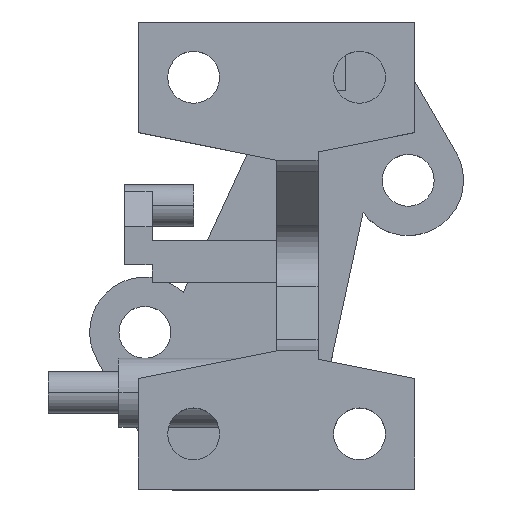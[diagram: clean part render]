
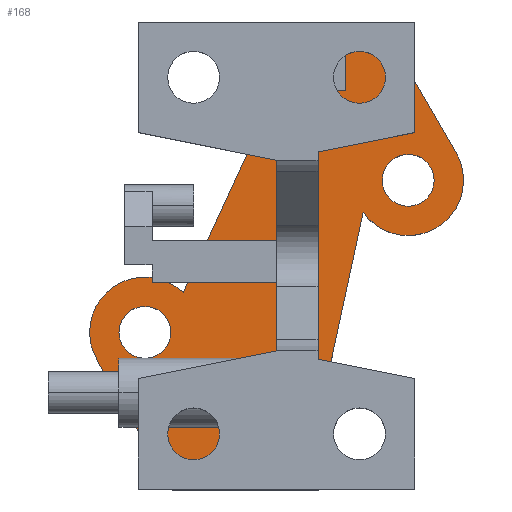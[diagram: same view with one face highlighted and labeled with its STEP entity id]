
A CAD part, top view. The second image highlights one B-rep face of the part: STEP entity #168.
In plain terms, the highlighted planar face has unit normal (0, 0, 1).
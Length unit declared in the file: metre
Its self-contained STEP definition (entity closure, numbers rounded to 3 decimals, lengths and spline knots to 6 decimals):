
#168 = ADVANCED_FACE( '', ( #382, #383, #384 ), #385, .T. );
#382 = FACE_OUTER_BOUND( '', #635, .T. );
#383 = FACE_BOUND( '', #636, .T. );
#384 = FACE_BOUND( '', #637, .T. );
#385 = PLANE( '', #638 );
#635 = EDGE_LOOP( '', ( #1105, #1106, #1107, #1108, #1109, #1110, #1111, #1112, #1113, #1114, #1115, #1116, #1117, #1118 ) );
#636 = EDGE_LOOP( '', ( #1119, #1120 ) );
#637 = EDGE_LOOP( '', ( #1121, #1122 ) );
#638 = AXIS2_PLACEMENT_3D( '', #1123, #1124, #1125 );
#1105 = ORIENTED_EDGE( '', *, *, #1602, .F. );
#1106 = ORIENTED_EDGE( '', *, *, #1560, .F. );
#1107 = ORIENTED_EDGE( '', *, *, #1631, .F. );
#1108 = ORIENTED_EDGE( '', *, *, #1692, .T. );
#1109 = ORIENTED_EDGE( '', *, *, #1612, .T. );
#1110 = ORIENTED_EDGE( '', *, *, #1693, .F. );
#1111 = ORIENTED_EDGE( '', *, *, #1508, .F. );
#1112 = ORIENTED_EDGE( '', *, *, #1694, .F. );
#1113 = ORIENTED_EDGE( '', *, *, #1695, .F. );
#1114 = ORIENTED_EDGE( '', *, *, #1696, .F. );
#1115 = ORIENTED_EDGE( '', *, *, #1660, .T. );
#1116 = ORIENTED_EDGE( '', *, *, #1697, .T. );
#1117 = ORIENTED_EDGE( '', *, *, #1618, .F. );
#1118 = ORIENTED_EDGE( '', *, *, #1698, .F. );
#1119 = ORIENTED_EDGE( '', *, *, #1668, .F. );
#1120 = ORIENTED_EDGE( '', *, *, #1690, .F. );
#1121 = ORIENTED_EDGE( '', *, *, #1699, .F. );
#1122 = ORIENTED_EDGE( '', *, *, #1700, .F. );
#1123 = CARTESIAN_POINT( '', ( 0.017044, -0.020292, -0.008 ) );
#1124 = DIRECTION( '', ( 0., 0., 1. ) );
#1125 = DIRECTION( '', ( 1., 0., 0. ) );
#1508 = EDGE_CURVE( '', #1802, #1797, #1804, .T. );
#1560 = EDGE_CURVE( '', #1826, #1897, #1898, .T. );
#1602 = EDGE_CURVE( '', #1897, #1971, #1972, .T. );
#1612 = EDGE_CURVE( '', #1988, #1986, #1989, .T. );
#1618 = EDGE_CURVE( '', #1994, #1996, #1997, .T. );
#1631 = EDGE_CURVE( '', #2013, #1826, #2015, .T. );
#1660 = EDGE_CURVE( '', #2060, #2058, #2061, .T. );
#1668 = EDGE_CURVE( '', #2070, #2068, #2072, .T. );
#1690 = EDGE_CURVE( '', #2068, #2070, #2101, .T. );
#1692 = EDGE_CURVE( '', #2013, #1988, #2103, .T. );
#1693 = EDGE_CURVE( '', #1797, #1986, #2104, .T. );
#1694 = EDGE_CURVE( '', #2105, #1802, #2106, .T. );
#1695 = EDGE_CURVE( '', #2107, #2105, #2108, .T. );
#1696 = EDGE_CURVE( '', #2060, #2107, #2109, .T. );
#1697 = EDGE_CURVE( '', #2058, #1996, #2110, .T. );
#1698 = EDGE_CURVE( '', #1971, #1994, #2111, .T. );
#1699 = EDGE_CURVE( '', #2112, #2113, #2114, .T. );
#1700 = EDGE_CURVE( '', #2113, #2112, #2115, .T. );
#1797 = VERTEX_POINT( '', #2231 );
#1802 = VERTEX_POINT( '', #2238 );
#1804 = LINE( '', #2241, #2242 );
#1826 = VERTEX_POINT( '', #2270 );
#1897 = VERTEX_POINT( '', #2368 );
#1898 = LINE( '', #2369, #2370 );
#1971 = VERTEX_POINT( '', #2466 );
#1972 = LINE( '', #2467, #2468 );
#1986 = VERTEX_POINT( '', #2486 );
#1988 = VERTEX_POINT( '', #2489 );
#1989 = LINE( '', #2490, #2491 );
#1994 = VERTEX_POINT( '', #2498 );
#1996 = VERTEX_POINT( '', #2501 );
#1997 = LINE( '', #2502, #2503 );
#2013 = VERTEX_POINT( '', #2526 );
#2015 = LINE( '', #2529, #2530 );
#2058 = VERTEX_POINT( '', #2588 );
#2060 = VERTEX_POINT( '', #2591 );
#2061 = CIRCLE( '', #2592, 0.004 );
#2068 = VERTEX_POINT( '', #2601 );
#2070 = VERTEX_POINT( '', #2604 );
#2072 = CIRCLE( '', #2607, 0.001875 );
#2101 = CIRCLE( '', #2647, 0.001875 );
#2103 = CIRCLE( '', #2649, 0.004 );
#2104 = LINE( '', #2650, #2651 );
#2105 = VERTEX_POINT( '', #2652 );
#2106 = LINE( '', #2653, #2654 );
#2107 = VERTEX_POINT( '', #2655 );
#2108 = LINE( '', #2656, #2657 );
#2109 = LINE( '', #2658, #2659 );
#2110 = CIRCLE( '', #2660, 0.004 );
#2111 = LINE( '', #2661, #2662 );
#2112 = VERTEX_POINT( '', #2663 );
#2113 = VERTEX_POINT( '', #2664 );
#2114 = CIRCLE( '', #2665, 0.001875 );
#2115 = CIRCLE( '', #2666, 0.001875 );
#2231 = CARTESIAN_POINT( '', ( -0.002, -0.0169, -0.008 ) );
#2238 = CARTESIAN_POINT( '', ( -0.002, -0.0122, -0.008 ) );
#2241 = CARTESIAN_POINT( '', ( -0.002, -0.01455, -0.008 ) );
#2242 = VECTOR( '', #2825, 1. );
#2270 = CARTESIAN_POINT( '', ( 0., 0.012, -0.008 ) );
#2368 = CARTESIAN_POINT( '', ( 0.005, 0.012, -0.008 ) );
#2369 = CARTESIAN_POINT( '', ( 0.0025, 0.012, -0.008 ) );
#2370 = VECTOR( '', #2895, 1. );
#2466 = CARTESIAN_POINT( '', ( 0.005, 0.0169, -0.008 ) );
#2467 = CARTESIAN_POINT( '', ( 0.005, 0.01445, -0.008 ) );
#2468 = VECTOR( '', #2955, 1. );
#2486 = CARTESIAN_POINT( '', ( -0.007563, -0.0169, -0.008 ) );
#2489 = CARTESIAN_POINT( '', ( -0.01299, -0.0075, -0.008 ) );
#2490 = CARTESIAN_POINT( '', ( -0.010277, -0.0122, -0.008 ) );
#2491 = VECTOR( '', #2967, 1. );
#2498 = CARTESIAN_POINT( '', ( 0.007563, 0.0169, -0.008 ) );
#2501 = CARTESIAN_POINT( '', ( 0.01299, 0.0075, -0.008 ) );
#2502 = CARTESIAN_POINT( '', ( 0.010277, 0.0122, -0.008 ) );
#2503 = VECTOR( '', #2971, 1. );
#2526 = CARTESIAN_POINT( '', ( -0.006753, -0.002617, -0.008 ) );
#2529 = CARTESIAN_POINT( '', ( -0.003377, 0.004691, -0.008 ) );
#2530 = VECTOR( '', #2986, 1. );
#2588 = CARTESIAN_POINT( '', ( 0.009526, 0.0015, -0.008 ) );
#2591 = CARTESIAN_POINT( '', ( 0.006266, 0.003183, -0.008 ) );
#2592 = AXIS2_PLACEMENT_3D( '', #3021, #3022, #3023 );
#2601 = CARTESIAN_POINT( '', ( 0.009526, 0.007375, -0.008 ) );
#2604 = CARTESIAN_POINT( '', ( 0.009526, 0.003625, -0.008 ) );
#2607 = AXIS2_PLACEMENT_3D( '', #3031, #3032, #3033 );
#2647 = AXIS2_PLACEMENT_3D( '', #3054, #3055, #3056 );
#2649 = AXIS2_PLACEMENT_3D( '', #3057, #3058, #3059 );
#2650 = CARTESIAN_POINT( '', ( -0.004782, -0.0169, -0.008 ) );
#2651 = VECTOR( '', #3060, 1. );
#2652 = CARTESIAN_POINT( '', ( 0.003, -0.0122, -0.008 ) );
#2653 = CARTESIAN_POINT( '', ( 0.0005, -0.0122, -0.008 ) );
#2654 = VECTOR( '', #3061, 1. );
#2655 = CARTESIAN_POINT( '', ( 0.003, -0.012, -0.008 ) );
#2656 = CARTESIAN_POINT( '', ( 0.003, -0.0121, -0.008 ) );
#2657 = VECTOR( '', #3062, 1. );
#2658 = CARTESIAN_POINT( '', ( 0.004633, -0.004409, -0.008 ) );
#2659 = VECTOR( '', #3063, 1. );
#2660 = AXIS2_PLACEMENT_3D( '', #3064, #3065, #3066 );
#2661 = CARTESIAN_POINT( '', ( 0.006282, 0.0169, -0.008 ) );
#2662 = VECTOR( '', #3067, 1. );
#2663 = CARTESIAN_POINT( '', ( -0.009526, -0.007375, -0.008 ) );
#2664 = CARTESIAN_POINT( '', ( -0.009526, -0.003625, -0.008 ) );
#2665 = AXIS2_PLACEMENT_3D( '', #3068, #3069, #3070 );
#2666 = AXIS2_PLACEMENT_3D( '', #3071, #3072, #3073 );
#2825 = DIRECTION( '', ( 0., -1., 0. ) );
#2895 = DIRECTION( '', ( 1., 0., 0. ) );
#2955 = DIRECTION( '', ( 0., 1., 0. ) );
#2967 = DIRECTION( '', ( 0.5, -0.866, 0. ) );
#2971 = DIRECTION( '', ( 0.5, -0.866, 0. ) );
#2986 = DIRECTION( '', ( 0.419, 0.908, 0. ) );
#3021 = CARTESIAN_POINT( '', ( 0.009526, 0.0055, -0.008 ) );
#3022 = DIRECTION( '', ( 0., 0., 1. ) );
#3023 = DIRECTION( '', ( -0.815, -0.579, 0. ) );
#3031 = CARTESIAN_POINT( '', ( 0.009526, 0.0055, -0.008 ) );
#3032 = DIRECTION( '', ( 0., 0., 1. ) );
#3033 = DIRECTION( '', ( 0., -1., 0. ) );
#3054 = CARTESIAN_POINT( '', ( 0.009526, 0.0055, -0.008 ) );
#3055 = DIRECTION( '', ( 0., 0., 1. ) );
#3056 = DIRECTION( '', ( 0., 1., 0. ) );
#3057 = CARTESIAN_POINT( '', ( -0.009526, -0.0055, -0.008 ) );
#3058 = DIRECTION( '', ( 0., 0., 1. ) );
#3059 = DIRECTION( '', ( 0.693, 0.721, 0. ) );
#3060 = DIRECTION( '', ( -1., 0., 0. ) );
#3061 = DIRECTION( '', ( -1., 0., 0. ) );
#3062 = DIRECTION( '', ( 0., -1., 0. ) );
#3063 = DIRECTION( '', ( -0.21, -0.978, 0. ) );
#3064 = CARTESIAN_POINT( '', ( 0.009526, 0.0055, -0.008 ) );
#3065 = DIRECTION( '', ( 0., 0., 1. ) );
#3066 = DIRECTION( '', ( 0., -1., 0. ) );
#3067 = DIRECTION( '', ( 1., 0., 0. ) );
#3068 = CARTESIAN_POINT( '', ( -0.009526, -0.0055, -0.008 ) );
#3069 = DIRECTION( '', ( 0., 0., 1. ) );
#3070 = DIRECTION( '', ( 0., -1., 0. ) );
#3071 = CARTESIAN_POINT( '', ( -0.009526, -0.0055, -0.008 ) );
#3072 = DIRECTION( '', ( 0., 0., 1. ) );
#3073 = DIRECTION( '', ( 0., 1., 0. ) );
